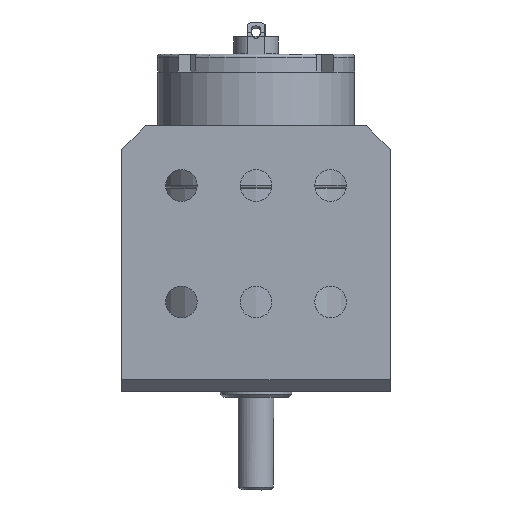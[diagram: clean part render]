
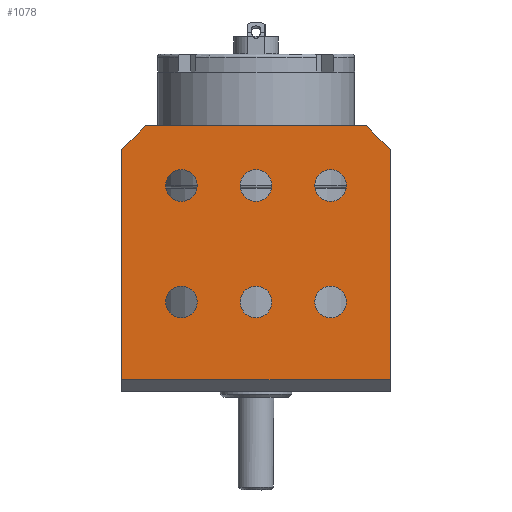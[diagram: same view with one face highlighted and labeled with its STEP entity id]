
A CAD part, front view. The second image highlights one B-rep face of the part: STEP entity #1078.
In plain terms, the highlighted face is planar.
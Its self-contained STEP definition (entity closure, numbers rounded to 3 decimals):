
#44 = VERTEX_POINT('',#45);
#45 = CARTESIAN_POINT('',(-2.5,42.5,-2.));
#62 = VERTEX_POINT('',#63);
#63 = CARTESIAN_POINT('',(42.5,42.5,-2.));
#69 = EDGE_CURVE('',#62,#44,#70,.T.);
#70 = LINE('',#71,#72);
#71 = CARTESIAN_POINT('',(20.,42.5,-2.));
#72 = VECTOR('',#73,1.);
#73 = DIRECTION('',(-1.,0.,0.));
#218 = EDGE_CURVE('',#44,#219,#221,.T.);
#219 = VERTEX_POINT('',#220);
#220 = CARTESIAN_POINT('',(-2.5,4.,-2.));
#221 = LINE('',#222,#223);
#222 = CARTESIAN_POINT('',(-2.5,44.5,-2.));
#223 = VECTOR('',#224,1.);
#224 = DIRECTION('',(0.,-1.,0.));
#501 = EDGE_CURVE('',#219,#502,#504,.T.);
#502 = VERTEX_POINT('',#503);
#503 = CARTESIAN_POINT('',(1.5,0.,-2.));
#504 = LINE('',#505,#506);
#505 = CARTESIAN_POINT('',(-0.188,1.688,-2.));
#506 = VECTOR('',#507,1.);
#507 = DIRECTION('',(0.707,-0.707,0.));
#526 = EDGE_CURVE('',#502,#527,#529,.T.);
#527 = VERTEX_POINT('',#528);
#528 = CARTESIAN_POINT('',(38.5,0.,-2.));
#529 = LINE('',#530,#531);
#530 = CARTESIAN_POINT('',(-2.5,0.,-2.));
#531 = VECTOR('',#532,1.);
#532 = DIRECTION('',(1.,0.,0.));
#551 = EDGE_CURVE('',#527,#552,#554,.T.);
#552 = VERTEX_POINT('',#553);
#553 = CARTESIAN_POINT('',(42.5,4.,-2.));
#554 = LINE('',#555,#556);
#555 = CARTESIAN_POINT('',(40.188,1.688,-2.));
#556 = VECTOR('',#557,1.);
#557 = DIRECTION('',(0.707,0.707,0.));
#574 = VERTEX_POINT('',#575);
#575 = CARTESIAN_POINT('',(17.35,10.,-2.));
#581 = EDGE_CURVE('',#574,#574,#582,.T.);
#582 = CIRCLE('',#583,2.65);
#583 = AXIS2_PLACEMENT_3D('',#584,#585,#586);
#584 = CARTESIAN_POINT('',(20.,10.,-2.));
#585 = DIRECTION('',(0.,0.,1.));
#586 = DIRECTION('',(1.,0.,-0.));
#599 = VERTEX_POINT('',#600);
#600 = CARTESIAN_POINT('',(29.85,10.,-2.));
#606 = EDGE_CURVE('',#599,#599,#607,.T.);
#607 = CIRCLE('',#608,2.65);
#608 = AXIS2_PLACEMENT_3D('',#609,#610,#611);
#609 = CARTESIAN_POINT('',(32.5,10.,-2.));
#610 = DIRECTION('',(0.,0.,1.));
#611 = DIRECTION('',(1.,0.,-0.));
#624 = VERTEX_POINT('',#625);
#625 = CARTESIAN_POINT('',(4.85,29.5,-2.));
#631 = EDGE_CURVE('',#624,#624,#632,.T.);
#632 = CIRCLE('',#633,2.65);
#633 = AXIS2_PLACEMENT_3D('',#634,#635,#636);
#634 = CARTESIAN_POINT('',(7.5,29.5,-2.));
#635 = DIRECTION('',(0.,0.,1.));
#636 = DIRECTION('',(1.,0.,-0.));
#649 = VERTEX_POINT('',#650);
#650 = CARTESIAN_POINT('',(29.85,29.5,-2.));
#656 = EDGE_CURVE('',#649,#649,#657,.T.);
#657 = CIRCLE('',#658,2.65);
#658 = AXIS2_PLACEMENT_3D('',#659,#660,#661);
#659 = CARTESIAN_POINT('',(32.5,29.5,-2.));
#660 = DIRECTION('',(0.,0.,1.));
#661 = DIRECTION('',(1.,0.,-0.));
#674 = VERTEX_POINT('',#675);
#675 = CARTESIAN_POINT('',(17.35,29.5,-2.));
#681 = EDGE_CURVE('',#674,#674,#682,.T.);
#682 = CIRCLE('',#683,2.65);
#683 = AXIS2_PLACEMENT_3D('',#684,#685,#686);
#684 = CARTESIAN_POINT('',(20.,29.5,-2.));
#685 = DIRECTION('',(0.,0.,1.));
#686 = DIRECTION('',(1.,0.,-0.));
#699 = VERTEX_POINT('',#700);
#700 = CARTESIAN_POINT('',(4.85,10.,-2.));
#706 = EDGE_CURVE('',#699,#699,#707,.T.);
#707 = CIRCLE('',#708,2.65);
#708 = AXIS2_PLACEMENT_3D('',#709,#710,#711);
#709 = CARTESIAN_POINT('',(7.5,10.,-2.));
#710 = DIRECTION('',(0.,0.,1.));
#711 = DIRECTION('',(1.,0.,-0.));
#1025 = EDGE_CURVE('',#62,#552,#1026,.T.);
#1026 = LINE('',#1027,#1028);
#1027 = CARTESIAN_POINT('',(42.5,44.5,-2.));
#1028 = VECTOR('',#1029,1.);
#1029 = DIRECTION('',(0.,-1.,0.));
#1078 = ADVANCED_FACE('',(#1079,#1087,#1090,#1093,#1096,#1099,#1102),
  #1105,.T.);
#1079 = FACE_BOUND('',#1080,.T.);
#1080 = EDGE_LOOP('',(#1081,#1082,#1083,#1084,#1085,#1086));
#1081 = ORIENTED_EDGE('',*,*,#69,.F.);
#1082 = ORIENTED_EDGE('',*,*,#1025,.T.);
#1083 = ORIENTED_EDGE('',*,*,#551,.F.);
#1084 = ORIENTED_EDGE('',*,*,#526,.F.);
#1085 = ORIENTED_EDGE('',*,*,#501,.F.);
#1086 = ORIENTED_EDGE('',*,*,#218,.F.);
#1087 = FACE_BOUND('',#1088,.T.);
#1088 = EDGE_LOOP('',(#1089));
#1089 = ORIENTED_EDGE('',*,*,#581,.T.);
#1090 = FACE_BOUND('',#1091,.T.);
#1091 = EDGE_LOOP('',(#1092));
#1092 = ORIENTED_EDGE('',*,*,#606,.T.);
#1093 = FACE_BOUND('',#1094,.T.);
#1094 = EDGE_LOOP('',(#1095));
#1095 = ORIENTED_EDGE('',*,*,#631,.T.);
#1096 = FACE_BOUND('',#1097,.T.);
#1097 = EDGE_LOOP('',(#1098));
#1098 = ORIENTED_EDGE('',*,*,#656,.T.);
#1099 = FACE_BOUND('',#1100,.T.);
#1100 = EDGE_LOOP('',(#1101));
#1101 = ORIENTED_EDGE('',*,*,#681,.T.);
#1102 = FACE_BOUND('',#1103,.T.);
#1103 = EDGE_LOOP('',(#1104));
#1104 = ORIENTED_EDGE('',*,*,#706,.T.);
#1105 = PLANE('',#1106);
#1106 = AXIS2_PLACEMENT_3D('',#1107,#1108,#1109);
#1107 = CARTESIAN_POINT('',(20.,21.25,-2.));
#1108 = DIRECTION('',(0.,0.,-1.));
#1109 = DIRECTION('',(-1.,0.,0.));
